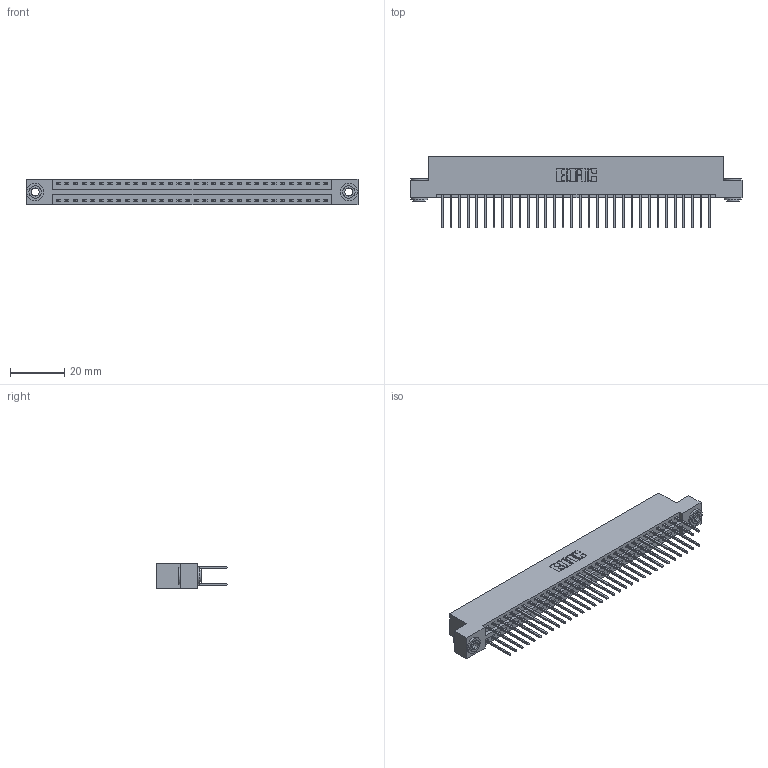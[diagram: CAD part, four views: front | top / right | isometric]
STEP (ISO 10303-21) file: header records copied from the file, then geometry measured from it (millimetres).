
FILE_DESCRIPTION (( 'STEP AP203' ), '1' );
FILE_NAME ('346-064-522-203.STEP', '2018-08-28T08:46:25', ( '' ), ( '' ), 'SwSTEP 2.0', 'SolidWorks 2016', '' );
FILE_SCHEMA (( 'CONFIG_CONTROL_DESIGN' ));
Length unit declared in the file: inch
Products named in the file (4): 345-250-002_345-250-002-102; 346-064-522-203; 346 Part_Flush Mounting Lugs - 0.156 Dia-TH; 345-292-001_345-293-122
Assembly tree (67 placements, depth 2):
  346-064-522-203
    346 Part_Flush Mounting Lugs - 0.156 Dia-TH
    345-292-001_345-293-122  x64
    345-250-002_345-250-002-102  x2
Bounding box: 122.17 x 26.42 x 9.4 mm (x, y, z)
Volume: 12019.2 mm3; surface area: 17338.4 mm2
Topology: 67 solids, 67 shells, 3488 faces, 10325 edges, 6794 vertices
Faces by surface type: plane 2326, cylinder 1154, cone 8
Entity records: 22898 total; most frequent: CARTESIAN_POINT 3763, ORIENTED_EDGE 3690, DIRECTION 3399, EDGE_CURVE 1845, VECTOR 1561, LINE 1561, VERTEX_POINT 1226, AXIS2_PLACEMENT_3D 919
